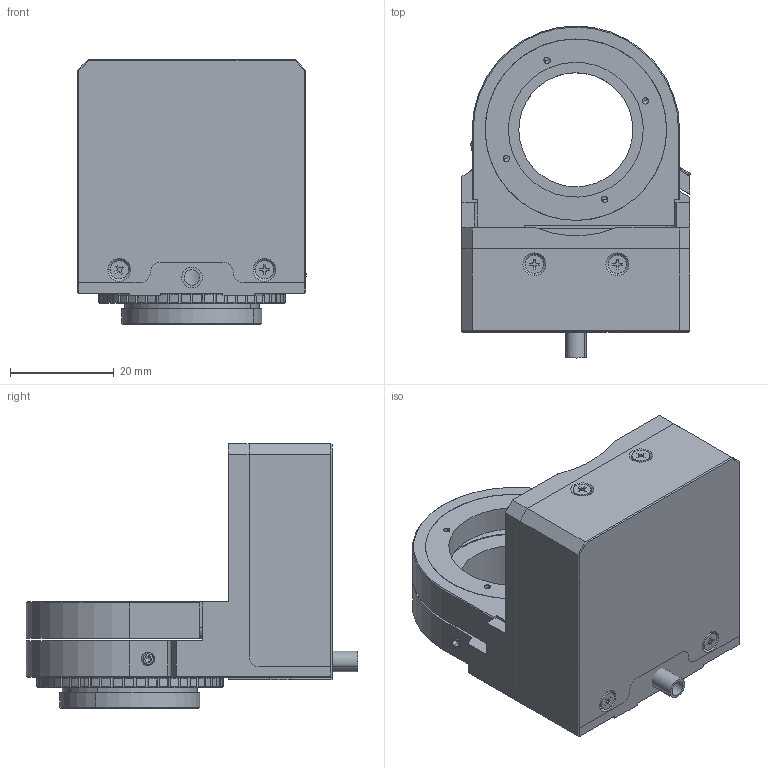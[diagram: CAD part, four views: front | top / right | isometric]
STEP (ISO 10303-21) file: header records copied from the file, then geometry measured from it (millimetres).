
FILE_DESCRIPTION (( 'STEP AP203' ), '1' );
FILE_NAME ('P73.Z200S昜噩隅弇ん(砃狟)22.07.27kehu.STEP', '2022-07-27T01:44:15', ( 'Windows User' ), ( 'P R C' ), 'SwSTEP 2.0', 'SolidWorks 2016', '' );
FILE_SCHEMA (( 'CONFIG_CONTROL_DESIGN' ));
Length unit declared in the file: millimetre
Products named in the file (1): P73.Z200S昜噩隅弇ん(砃狟)22.07.27kehu
Bounding box: 44.05 x 64 x 51 mm (x, y, z)
Volume: 50565.9 mm3; surface area: 28472.8 mm2
Topology: 12 solids, 16 shells, 724 faces, 1945 edges, 1237 vertices
Faces by surface type: cylinder 283, plane 255, cone 184, torus 2
Entity records: 23363 total; most frequent: CARTESIAN_POINT 5177, DIRECTION 3818, ORIENTED_EDGE 3818, EDGE_CURVE 1909, AXIS2_PLACEMENT_3D 1436, VERTEX_POINT 1237, LINE 946, VECTOR 946
